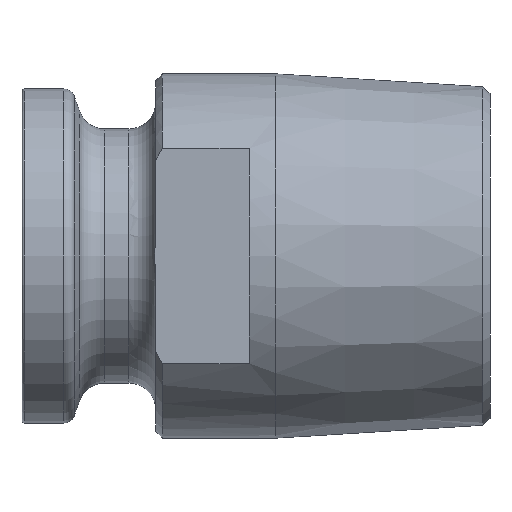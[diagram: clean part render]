
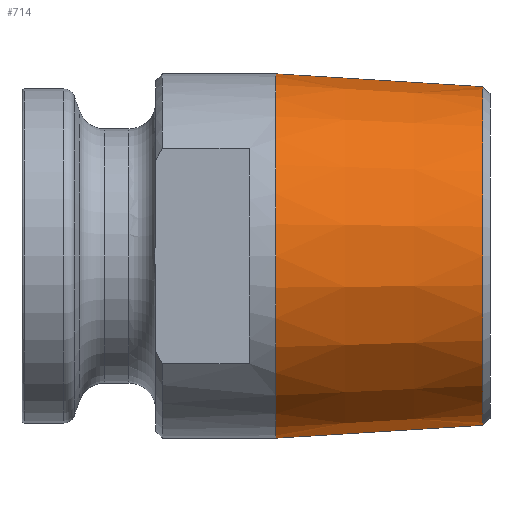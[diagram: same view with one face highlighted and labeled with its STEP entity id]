
A CAD part, front view. The second image highlights one B-rep face of the part: STEP entity #714.
In plain terms, the highlighted conical face has half-angle 3.576 degrees and reference radius 12.658 mm.
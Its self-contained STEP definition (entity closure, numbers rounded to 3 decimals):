
#20 = ORIENTED_EDGE ( 'NONE', *, *, #338, .F. ) ;
#26 = CONICAL_SURFACE ( 'NONE', #201, 12.658, 0.062 ) ;
#29 = VERTEX_POINT ( 'NONE', #1308 ) ;
#46 = EDGE_CURVE ( 'NONE', #1104, #920, #1281, .T. ) ;
#48 = CARTESIAN_POINT ( 'NONE',  ( 34.467, 0., -12.658 ) ) ;
#50 = DIRECTION ( 'NONE',  ( -1., 0., 0. ) ) ;
#52 = DIRECTION ( 'NONE',  ( -1., 0., 0. ) ) ;
#76 = CARTESIAN_POINT ( 'NONE',  ( 34.467, 0., 0. ) ) ;
#142 = DIRECTION ( 'NONE',  ( 0., 0., 1. ) ) ;
#201 = AXIS2_PLACEMENT_3D ( 'NONE', #652, #52, #142 ) ;
#338 = EDGE_CURVE ( 'NONE', #990, #1104, #848, .T. ) ;
#378 = AXIS2_PLACEMENT_3D ( 'NONE', #1110, #50, #984 ) ;
#442 = DIRECTION ( 'NONE',  ( 0., 0., 1. ) ) ;
#510 = VECTOR ( 'NONE', #1292, 1000. ) ;
#573 = EDGE_CURVE ( 'NONE', #990, #29, #811, .T. ) ;
#577 = LINE ( 'NONE', #992, #864 ) ;
#596 = CARTESIAN_POINT ( 'NONE',  ( 18.989, 0., 13.625 ) ) ;
#645 = ORIENTED_EDGE ( 'NONE', *, *, #573, .T. ) ;
#652 = CARTESIAN_POINT ( 'NONE',  ( 34.467, 0., 0. ) ) ;
#714 = ADVANCED_FACE ( 'NONE', ( #1276 ), #26, .T. ) ;
#811 = CIRCLE ( 'NONE', #855, 12.658 ) ;
#834 = CARTESIAN_POINT ( 'NONE',  ( 34.467, 0., -12.658 ) ) ;
#848 = LINE ( 'NONE', #48, #510 ) ;
#855 = AXIS2_PLACEMENT_3D ( 'NONE', #76, #1035, #442 ) ;
#864 = VECTOR ( 'NONE', #1012, 1000. ) ;
#920 = VERTEX_POINT ( 'NONE', #596 ) ;
#967 = CARTESIAN_POINT ( 'NONE',  ( 18.989, 0., -13.625 ) ) ;
#984 = DIRECTION ( 'NONE',  ( 0., 0., 1. ) ) ;
#990 = VERTEX_POINT ( 'NONE', #834 ) ;
#992 = CARTESIAN_POINT ( 'NONE',  ( 34.467, 0., 12.658 ) ) ;
#1012 = DIRECTION ( 'NONE',  ( -0.998, 0., 0.062 ) ) ;
#1035 = DIRECTION ( 'NONE',  ( -1., 0., 0. ) ) ;
#1104 = VERTEX_POINT ( 'NONE', #967 ) ;
#1110 = CARTESIAN_POINT ( 'NONE',  ( 18.989, 0., 0. ) ) ;
#1190 = ORIENTED_EDGE ( 'NONE', *, *, #1248, .T. ) ;
#1228 = EDGE_LOOP ( 'NONE', ( #20, #645, #1190, #1251 ) ) ;
#1248 = EDGE_CURVE ( 'NONE', #29, #920, #577, .T. ) ;
#1251 = ORIENTED_EDGE ( 'NONE', *, *, #46, .F. ) ;
#1276 = FACE_OUTER_BOUND ( 'NONE', #1228, .T. ) ;
#1281 = CIRCLE ( 'NONE', #378, 13.625 ) ;
#1292 = DIRECTION ( 'NONE',  ( -0.998, 0., -0.062 ) ) ;
#1308 = CARTESIAN_POINT ( 'NONE',  ( 34.467, 0., 12.658 ) ) ;
